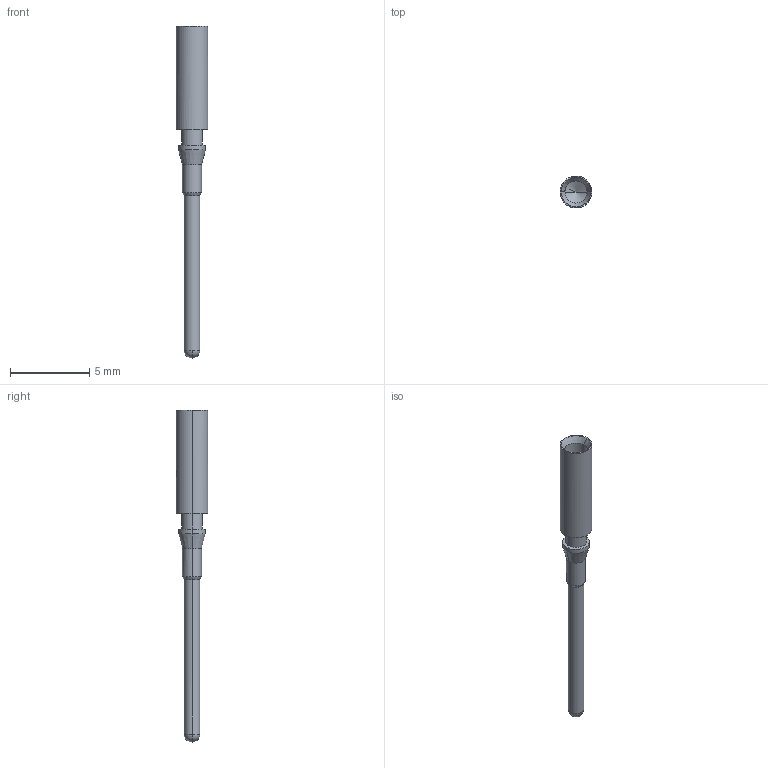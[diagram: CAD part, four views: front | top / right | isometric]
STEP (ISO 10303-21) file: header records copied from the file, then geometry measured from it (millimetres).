
FILE_DESCRIPTION(('CATIA V5 STEP Exchange','CAx-IF Rec.Pracs.--- Model Styling and Organization---1.4--- 2014-01-23'),'2;1');
FILE_NAME ('226955-1_1', '2019-07-22T14:10:16+00:00', ('none'), ('Weidmueller'), 'CATIA Version 5-6 Release 2016 SP3 HF44', 'CATIA V5 STEP AP214', 'none');
FILE_SCHEMA(('AUTOMOTIVE_DESIGN { 1 0 10303 214 1 1 1 1 }'));
Length unit declared in the file: millimetre
Products named in the file (1): 2565920000
Bounding box: 2 x 2 x 20.9 mm (x, y, z)
Volume: 26.6 mm3; surface area: 115.8 mm2
Topology: 1 solids, 1 shells, 29 faces, 66 edges, 36 vertices
Faces by surface type: cylinder 14, cone 8, sphere 4, plane 3
Entity records: 926 total; most frequent: CARTESIAN_POINT 322, ORIENTED_EDGE 120, DIRECTION 101, EDGE_CURVE 60, AXIS2_PLACEMENT_3D 51, VERTEX_POINT 36, EDGE_LOOP 34, ADVANCED_FACE 29
